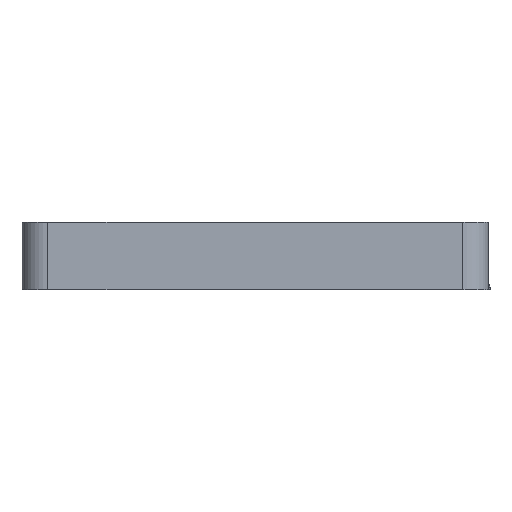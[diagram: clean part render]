
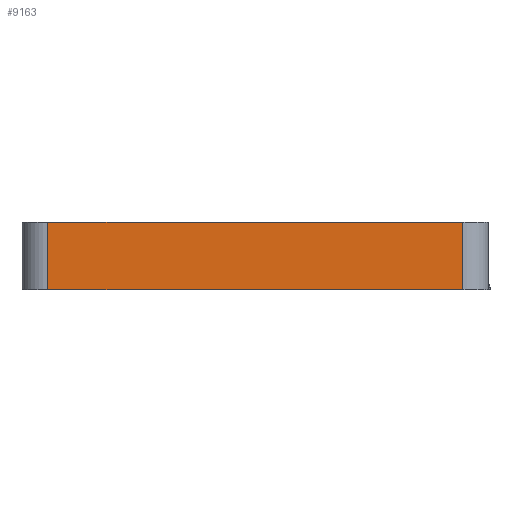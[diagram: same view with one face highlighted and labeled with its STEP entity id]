
A CAD part, left-side view. The second image highlights one B-rep face of the part: STEP entity #9163.
In plain terms, the highlighted planar face has unit normal (-1, 0, 0).
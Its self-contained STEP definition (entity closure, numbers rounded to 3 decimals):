
#558=PLANE('',#9436);
#951=FACE_OUTER_BOUND('',#1463,.T.);
#1463=EDGE_LOOP('',(#7783,#7784,#7785,#7786));
#2142=LINE('',#17398,#2810);
#2162=LINE('',#17459,#2830);
#2169=LINE('',#17486,#2837);
#2173=LINE('',#17493,#2841);
#2810=VECTOR('',#10314,10.);
#2830=VECTOR('',#10368,10.);
#2837=VECTOR('',#10393,10.);
#2841=VECTOR('',#10403,10.);
#4173=VERTEX_POINT('',#17394);
#4175=VERTEX_POINT('',#17397);
#4198=VERTEX_POINT('',#17456);
#4199=VERTEX_POINT('',#17458);
#5387=EDGE_CURVE('',#4175,#4173,#2142,.T.);
#5415=EDGE_CURVE('',#4198,#4199,#2162,.T.);
#5429=EDGE_CURVE('',#4199,#4173,#2169,.T.);
#5433=EDGE_CURVE('',#4175,#4198,#2173,.T.);
#7783=ORIENTED_EDGE('',*,*,#5429,.F.);
#7784=ORIENTED_EDGE('',*,*,#5415,.F.);
#7785=ORIENTED_EDGE('',*,*,#5433,.F.);
#7786=ORIENTED_EDGE('',*,*,#5387,.T.);
#9163=ADVANCED_FACE('',(#951),#558,.T.);
#9436=AXIS2_PLACEMENT_3D('',#17528,#10448,#10449);
#10314=DIRECTION('',(0.,-1.,0.));
#10368=DIRECTION('',(0.,-1.,0.));
#10393=DIRECTION('',(0.,0.,-1.));
#10403=DIRECTION('',(0.,0.,1.));
#10448=DIRECTION('center_axis',(-1.,0.,0.));
#10449=DIRECTION('ref_axis',(0.,-1.,0.));
#17394=CARTESIAN_POINT('',(-9.5,-4.5,0.));
#17397=CARTESIAN_POINT('',(-9.5,75.688,0.));
#17398=CARTESIAN_POINT('',(-9.5,80.688,0.));
#17456=CARTESIAN_POINT('',(-9.5,75.688,13.));
#17458=CARTESIAN_POINT('',(-9.5,-4.5,13.));
#17459=CARTESIAN_POINT('',(-9.5,80.688,13.));
#17486=CARTESIAN_POINT('',(-9.5,-4.5,0.));
#17493=CARTESIAN_POINT('',(-9.5,75.688,0.));
#17528=CARTESIAN_POINT('Origin',(-9.5,80.688,0.));
